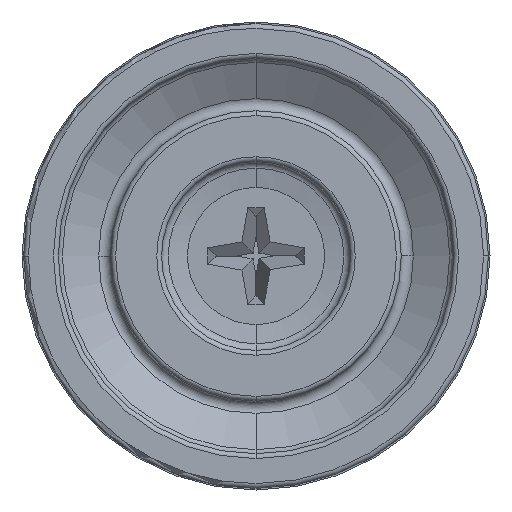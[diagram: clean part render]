
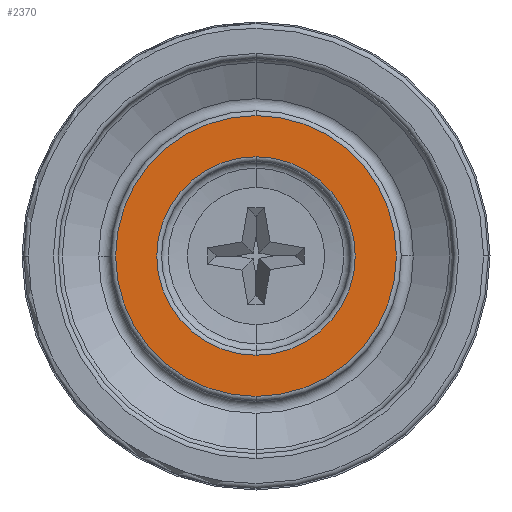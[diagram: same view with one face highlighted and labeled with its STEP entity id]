
A CAD part, front view. The second image highlights one B-rep face of the part: STEP entity #2370.
In plain terms, the highlighted planar face has unit normal (0, -1, 0).
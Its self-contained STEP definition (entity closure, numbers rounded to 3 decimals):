
#13 = CARTESIAN_POINT ( 'NONE',  ( 0., 8.365, 0. ) ) ;
#42 = EDGE_CURVE ( 'NONE', #2018, #459, #3665, .T. ) ;
#86 = EDGE_CURVE ( 'NONE', #2302, #566, #775, .T. ) ;
#262 = DIRECTION ( 'NONE',  ( 0., 0., 1. ) ) ;
#316 = DIRECTION ( 'NONE',  ( 0., 0., 1. ) ) ;
#459 = VERTEX_POINT ( 'NONE', #2019 ) ;
#519 = EDGE_LOOP ( 'NONE', ( #1770, #1029 ) ) ;
#566 = VERTEX_POINT ( 'NONE', #2386 ) ;
#761 = EDGE_LOOP ( 'NONE', ( #2446, #1551 ) ) ;
#775 = CIRCLE ( 'NONE', #1762, 6.15 ) ;
#809 = DIRECTION ( 'NONE',  ( 0., 1., 0. ) ) ;
#837 = CARTESIAN_POINT ( 'NONE',  ( 0., 8.365, 8.7 ) ) ;
#1029 = ORIENTED_EDGE ( 'NONE', *, *, #3601, .F. ) ;
#1062 = DIRECTION ( 'NONE',  ( 0., -1., 0. ) ) ;
#1064 = CARTESIAN_POINT ( 'NONE',  ( 5.85, 8.365, 0. ) ) ;
#1416 = DIRECTION ( 'NONE',  ( 0., 1., 0. ) ) ;
#1458 = DIRECTION ( 'NONE',  ( 0., -1., 0. ) ) ;
#1551 = ORIENTED_EDGE ( 'NONE', *, *, #1947, .F. ) ;
#1582 = CARTESIAN_POINT ( 'NONE',  ( 0., 8.365, 0. ) ) ;
#1694 = CIRCLE ( 'NONE', #3394, 8.7 ) ;
#1762 = AXIS2_PLACEMENT_3D ( 'NONE', #2309, #1458, #316 ) ;
#1770 = ORIENTED_EDGE ( 'NONE', *, *, #86, .F. ) ;
#1928 = PLANE ( 'NONE',  #3536 ) ;
#1944 = DIRECTION ( 'NONE',  ( 0., 1., 0. ) ) ;
#1947 = EDGE_CURVE ( 'NONE', #459, #2018, #1694, .T. ) ;
#1960 = FACE_BOUND ( 'NONE', #519, .T. ) ;
#2018 = VERTEX_POINT ( 'NONE', #837 ) ;
#2019 = CARTESIAN_POINT ( 'NONE',  ( 0., 8.365, -8.7 ) ) ;
#2031 = AXIS2_PLACEMENT_3D ( 'NONE', #13, #1944, #2275 ) ;
#2158 = CARTESIAN_POINT ( 'NONE',  ( 0., 8.365, 6.15 ) ) ;
#2246 = CARTESIAN_POINT ( 'NONE',  ( 0., 8.365, 0. ) ) ;
#2275 = DIRECTION ( 'NONE',  ( 0., 0., 1. ) ) ;
#2302 = VERTEX_POINT ( 'NONE', #2158 ) ;
#2309 = CARTESIAN_POINT ( 'NONE',  ( 0., 8.365, 0. ) ) ;
#2370 = ADVANCED_FACE ( 'NONE', ( #2816, #1960 ), #1928, .F. ) ;
#2386 = CARTESIAN_POINT ( 'NONE',  ( 0., 8.365, -6.15 ) ) ;
#2415 = AXIS2_PLACEMENT_3D ( 'NONE', #1582, #1062, #3023 ) ;
#2446 = ORIENTED_EDGE ( 'NONE', *, *, #42, .F. ) ;
#2521 = DIRECTION ( 'NONE',  ( 0., 0., 1. ) ) ;
#2816 = FACE_OUTER_BOUND ( 'NONE', #761, .T. ) ;
#3023 = DIRECTION ( 'NONE',  ( 0., 0., 1. ) ) ;
#3394 = AXIS2_PLACEMENT_3D ( 'NONE', #2246, #1416, #2521 ) ;
#3536 = AXIS2_PLACEMENT_3D ( 'NONE', #1064, #809, #262 ) ;
#3598 = CIRCLE ( 'NONE', #2415, 6.15 ) ;
#3601 = EDGE_CURVE ( 'NONE', #566, #2302, #3598, .T. ) ;
#3665 = CIRCLE ( 'NONE', #2031, 8.7 ) ;
